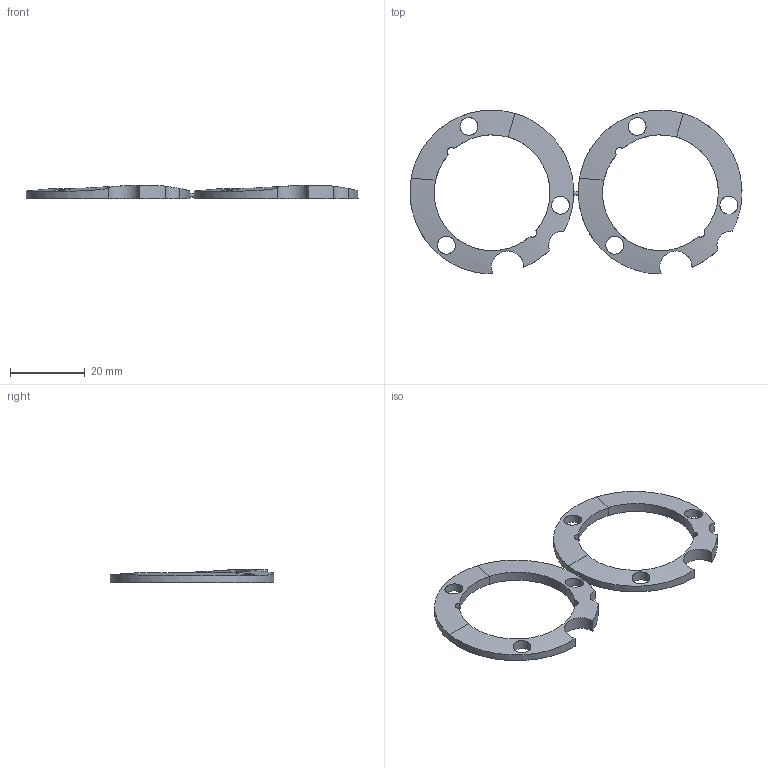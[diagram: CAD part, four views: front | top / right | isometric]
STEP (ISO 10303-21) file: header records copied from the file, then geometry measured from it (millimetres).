
FILE_DESCRIPTION(/* description */ ('','CAx-IF Rec.Pracs.---Representation and Presentation of Product Manufacturing Information (PMI)---4.0---2014-10-13'),/* implementation_level */ '2;1');
FILE_NAME(/* name */ 'DoubleDrillJig.step',/* time_stamp */ '2025-02-12T01:24:51-08:00',/* author */ (''),/* organization */ (''),/* preprocessor_version */ 'ST-DEVELOPER v20',/* originating_system */ 'Autodesk Translation Framework v13.20.0.188',/* authorisation */ '');
FILE_SCHEMA (('AP242_MANAGED_MODEL_BASED_3D_ENGINEERING_MIM_LF { 1 0 10303 442 1 1 4 }'));
Length unit declared in the file: millimetre
Products named in the file (1): RemovableGateOEM
Bounding box: 88.79 x 43.8 x 3.54 mm (x, y, z)
Volume: 3219.9 mm3; surface area: 4111.5 mm2
Topology: 1 solids, 1 shells, 617 faces, 1723 edges, 1152 vertices
Faces by surface type: bspline 390, plane 212, cylinder 15
Full cylindrical faces by diameter (mm): 1 x1, 4.764 x6
Entity records: 26962 total; most frequent: CARTESIAN_POINT 13761, ORIENTED_EDGE 3446, EDGE_CURVE 1723, DIRECTION 1381, VERTEX_POINT 1152, LINE 893, VECTOR 893, B_SPLINE_CURVE_WITH_KNOTS 814
